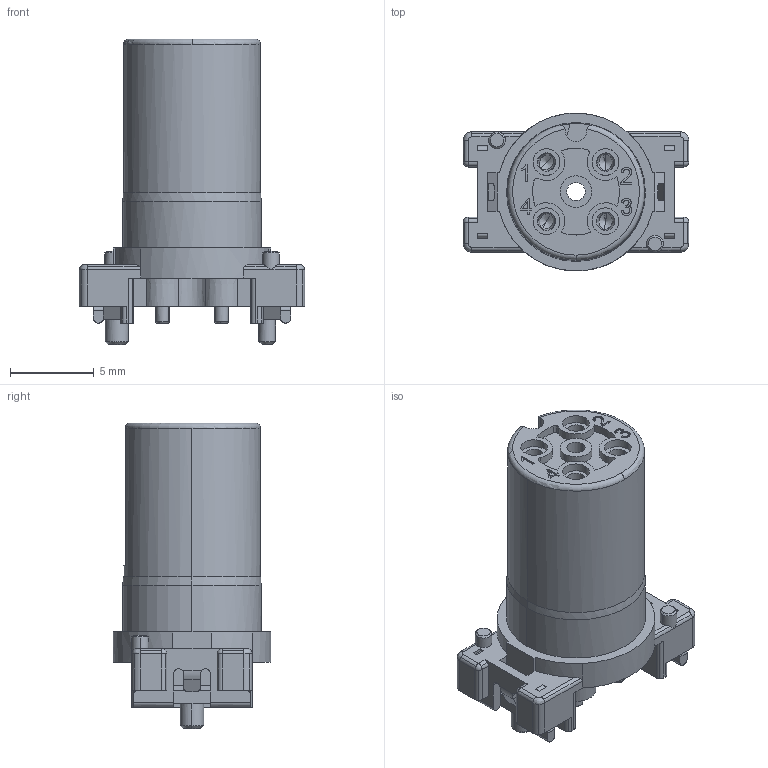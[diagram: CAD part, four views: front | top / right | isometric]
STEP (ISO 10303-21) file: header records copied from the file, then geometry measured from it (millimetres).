
FILE_DESCRIPTION(('CATIA V5 STEP Exchange','CAx-IF Rec.Pracs.--- Model Styling and Organization---1.4--- 2014-01-23'),'2;1');
FILE_NAME ('030262-4_0', '2023-10-30T12:38:46+00:00', ('none'), ('Weidmueller'), 'CATIA Version 5-6 Release 2016 SP3 HF44', 'CATIA V5 STEP AP214', 'none');
FILE_SCHEMA(('AUTOMOTIVE_DESIGN { 1 0 10303 214 1 1 1 1 }'));
Length unit declared in the file: millimetre
Products named in the file (1): 2422060000
Bounding box: 13.5 x 9.45 x 18.3 mm (x, y, z)
Volume: 769 mm3; surface area: 1833.2 mm2
Topology: 13 solids, 13 shells, 582 faces, 1567 edges, 1022 vertices
Faces by surface type: plane 219, cylinder 190, bspline 117, cone 42, torus 10, sphere 4
Entity records: 20918 total; most frequent: CARTESIAN_POINT 8049, ORIENTED_EDGE 3106, DIRECTION 1871, EDGE_CURVE 1553, VERTEX_POINT 1022, AXIS2_PLACEMENT_3D 765, VECTOR 680, LINE 680
